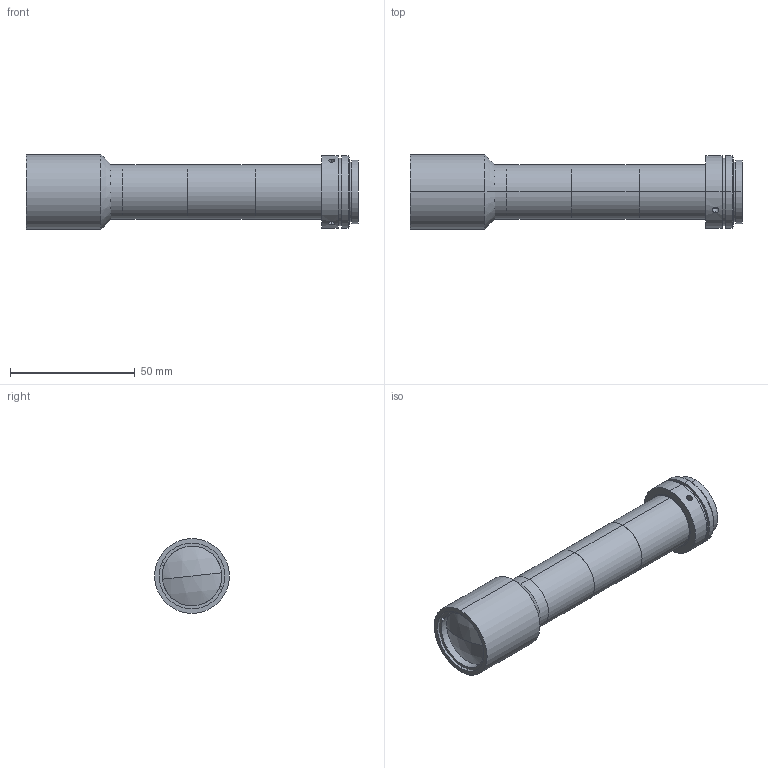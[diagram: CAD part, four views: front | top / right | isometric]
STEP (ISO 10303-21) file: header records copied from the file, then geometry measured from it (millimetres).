
FILE_DESCRIPTION (( 'STEP AP203' ), '1' );
FILE_NAME ('XF-MT2X110-蚾饜极-20160418V5.STEP', '2016-04-19T05:58:31', ( 'cherishsunshine' ), ( '' ), 'SwSTEP 2.0', 'SolidWorks 2014', '' );
FILE_SCHEMA (( 'CONFIG_CONTROL_DESIGN' ));
Length unit declared in the file: millimetre
Products named in the file (1): XF-MT2X110-蚾饜极-20160418V5
Bounding box: 133.06 x 30 x 30 mm (x, y, z)
Surface area: 15416.3 mm2 (no closed solid volume)
Topology: 0 solids, 9 shells, 69 faces, 168 edges, 115 vertices
Faces by surface type: cylinder 38, plane 23, cone 6, sphere 2
Entity records: 2341 total; most frequent: CARTESIAN_POINT 581, DIRECTION 392, ORIENTED_EDGE 290, EDGE_CURVE 168, AXIS2_PLACEMENT_3D 166, VERTEX_POINT 115, CIRCLE 96, EDGE_LOOP 87
